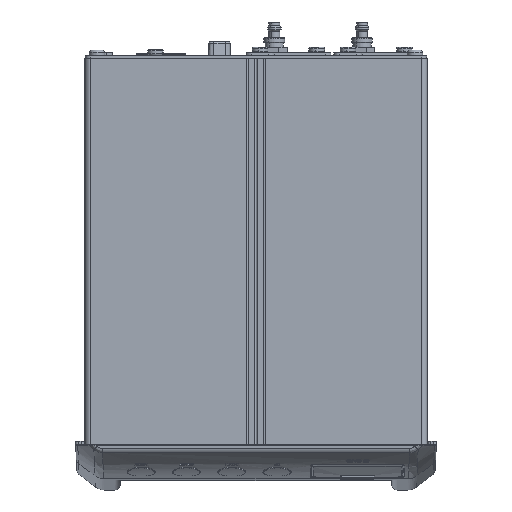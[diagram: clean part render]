
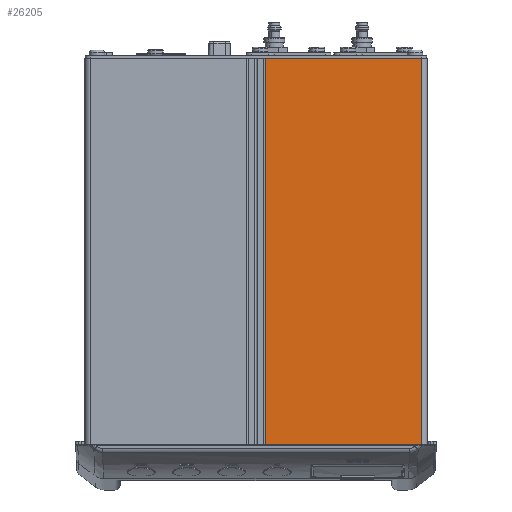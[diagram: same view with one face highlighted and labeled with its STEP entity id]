
A CAD part, front view. The second image highlights one B-rep face of the part: STEP entity #26205.
In plain terms, the highlighted planar face has unit normal (0, -1, 0).
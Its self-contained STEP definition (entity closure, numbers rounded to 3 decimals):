
#2132 = VERTEX_POINT ( 'NONE', #47257 ) ;
#2713 = DIRECTION ( 'NONE',  ( 0., 0., -1. ) ) ;
#6419 = AXIS2_PLACEMENT_3D ( 'NONE', #91726, #65337, #31858 ) ;
#7510 = VECTOR ( 'NONE', #74265, 1000. ) ;
#12387 = EDGE_CURVE ( 'NONE', #63133, #60178, #48940, .T. ) ;
#12976 = DIRECTION ( 'NONE',  ( 0., 0., 1. ) ) ;
#16594 = ORIENTED_EDGE ( 'NONE', *, *, #16748, .T. ) ;
#16748 = EDGE_CURVE ( 'NONE', #63133, #2132, #34638, .T. ) ;
#18144 = LINE ( 'NONE', #100333, #94105 ) ;
#19068 = EDGE_CURVE ( 'NONE', #33692, #60178, #78366, .T. ) ;
#20536 = CARTESIAN_POINT ( 'NONE',  ( 72.5, -46., 152.5 ) ) ;
#26205 = ADVANCED_FACE ( 'NONE', ( #96144 ), #103217, .F. ) ;
#31858 = DIRECTION ( 'NONE',  ( 0., 0., 1. ) ) ;
#33692 = VERTEX_POINT ( 'NONE', #74802 ) ;
#34638 = LINE ( 'NONE', #67570, #36707 ) ;
#36302 = ORIENTED_EDGE ( 'NONE', *, *, #12387, .F. ) ;
#36707 = VECTOR ( 'NONE', #2713, 1000. ) ;
#38637 = VECTOR ( 'NONE', #12976, 1000. ) ;
#47257 = CARTESIAN_POINT ( 'NONE',  ( 17.4, -46., 16. ) ) ;
#48940 = LINE ( 'NONE', #105133, #7510 ) ;
#57024 = ORIENTED_EDGE ( 'NONE', *, *, #19068, .T. ) ;
#59258 = DIRECTION ( 'NONE',  ( 1., 0., 0. ) ) ;
#60178 = VERTEX_POINT ( 'NONE', #101167 ) ;
#61610 = ORIENTED_EDGE ( 'NONE', *, *, #83167, .T. ) ;
#63133 = VERTEX_POINT ( 'NONE', #63614 ) ;
#63614 = CARTESIAN_POINT ( 'NONE',  ( 17.4, -46., 152.5 ) ) ;
#65337 = DIRECTION ( 'NONE',  ( 0., 1., 0. ) ) ;
#67570 = CARTESIAN_POINT ( 'NONE',  ( 17.4, -46., 16. ) ) ;
#74265 = DIRECTION ( 'NONE',  ( 1., 0., 0. ) ) ;
#74802 = CARTESIAN_POINT ( 'NONE',  ( 72.5, -46., 16. ) ) ;
#78366 = LINE ( 'NONE', #20536, #38637 ) ;
#78665 = EDGE_LOOP ( 'NONE', ( #61610, #57024, #36302, #16594 ) ) ;
#83167 = EDGE_CURVE ( 'NONE', #2132, #33692, #18144, .T. ) ;
#91726 = CARTESIAN_POINT ( 'NONE',  ( -46.5, -46., 152.5 ) ) ;
#94105 = VECTOR ( 'NONE', #59258, 1000. ) ;
#96144 = FACE_OUTER_BOUND ( 'NONE', #78665, .T. ) ;
#100333 = CARTESIAN_POINT ( 'NONE',  ( -46.5, -46., 16. ) ) ;
#101167 = CARTESIAN_POINT ( 'NONE',  ( 72.5, -46., 152.5 ) ) ;
#103217 = PLANE ( 'NONE',  #6419 ) ;
#105133 = CARTESIAN_POINT ( 'NONE',  ( -46.5, -46., 152.5 ) ) ;
